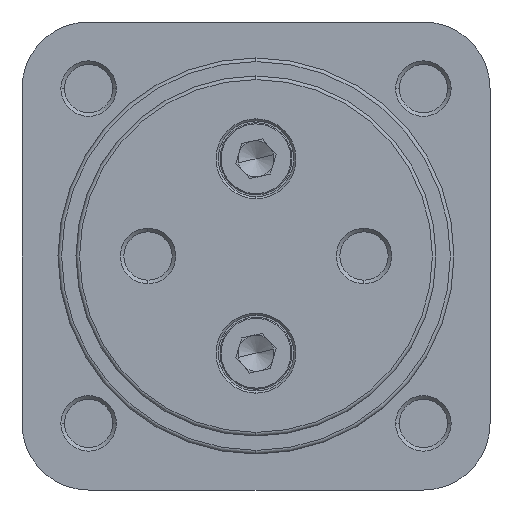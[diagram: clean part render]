
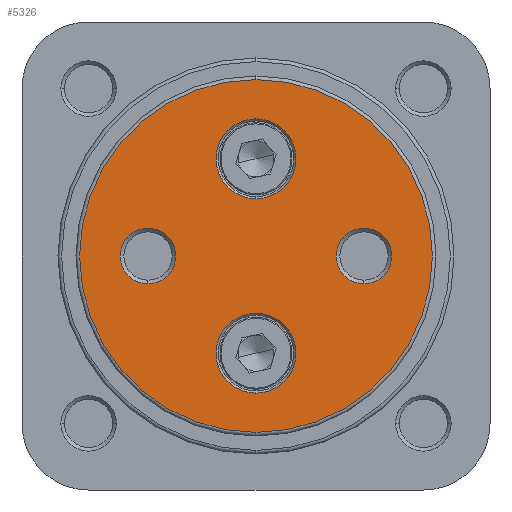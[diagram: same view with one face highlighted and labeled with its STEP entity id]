
A CAD part, left-side view. The second image highlights one B-rep face of the part: STEP entity #5326.
In plain terms, the highlighted planar face has unit normal (-1, 0, 0).
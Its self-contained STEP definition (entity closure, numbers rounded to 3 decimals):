
#6 = DIRECTION ( 'NONE',  ( 0., 0., -1. ) ) ;
#7 = DIRECTION ( 'NONE',  ( 1., 0., 0. ) ) ;
#18 = DIRECTION ( 'NONE',  ( 0., 0., -1. ) ) ;
#20 = DIRECTION ( 'NONE',  ( 1., 0., 0. ) ) ;
#37 = CARTESIAN_POINT ( 'NONE',  ( 0., 0., 13.5 ) ) ;
#46 = CARTESIAN_POINT ( 'NONE',  ( 0., 15., 0. ) ) ;
#103 = DIRECTION ( 'NONE',  ( 0., 0., -1. ) ) ;
#104 = DIRECTION ( 'NONE',  ( 1., 0., 0. ) ) ;
#145 = DIRECTION ( 'NONE',  ( 0., 0., -1. ) ) ;
#146 = DIRECTION ( 'NONE',  ( 1., 0., 0. ) ) ;
#148 = CARTESIAN_POINT ( 'NONE',  ( 0., 15., 0. ) ) ;
#155 = CARTESIAN_POINT ( 'NONE',  ( 0., -15., 0. ) ) ;
#203 = DIRECTION ( 'NONE',  ( 0., 0., -1. ) ) ;
#208 = DIRECTION ( 'NONE',  ( 1., 0., 0. ) ) ;
#210 = CARTESIAN_POINT ( 'NONE',  ( 0., -15., 0. ) ) ;
#497 = DIRECTION ( 'NONE',  ( 0., 0., -1. ) ) ;
#498 = DIRECTION ( 'NONE',  ( 1., 0., 0. ) ) ;
#499 = DIRECTION ( 'NONE',  ( 0., 0., -1. ) ) ;
#500 = DIRECTION ( 'NONE',  ( -1., 0., 0. ) ) ;
#505 = CARTESIAN_POINT ( 'NONE',  ( 0., 0., -13.5 ) ) ;
#510 = CARTESIAN_POINT ( 'NONE',  ( 0., 0., 0. ) ) ;
#607 = DIRECTION ( 'NONE',  ( 0., 0., -1. ) ) ;
#608 = DIRECTION ( 'NONE',  ( 1., 0., 0. ) ) ;
#626 = CARTESIAN_POINT ( 'NONE',  ( 0., 0., 13.5 ) ) ;
#824 = DIRECTION ( 'NONE',  ( 0., 0., -1. ) ) ;
#825 = DIRECTION ( 'NONE',  ( 1., 0., 0. ) ) ;
#828 = CARTESIAN_POINT ( 'NONE',  ( 0., 0., -13.5 ) ) ;
#1673 = CARTESIAN_POINT ( 'NONE',  ( 0., -15., 3.85 ) ) ;
#1674 = CARTESIAN_POINT ( 'NONE',  ( 0., -15., -3.85 ) ) ;
#1676 = CARTESIAN_POINT ( 'NONE',  ( 0., 15., 3.85 ) ) ;
#1677 = CARTESIAN_POINT ( 'NONE',  ( 0., 15., -3.85 ) ) ;
#1716 = CARTESIAN_POINT ( 'NONE',  ( 0., 0., -7.95 ) ) ;
#1717 = CARTESIAN_POINT ( 'NONE',  ( 0., 0., -19.05 ) ) ;
#1722 = CARTESIAN_POINT ( 'NONE',  ( 0., 0., 19.05 ) ) ;
#1723 = CARTESIAN_POINT ( 'NONE',  ( 0., 0., 7.95 ) ) ;
#1747 = CARTESIAN_POINT ( 'NONE',  ( 0., 0., -24.5 ) ) ;
#1748 = CARTESIAN_POINT ( 'NONE',  ( 0., 0., 24.5 ) ) ;
#2099 = ORIENTED_EDGE ( 'NONE', *, *, #3164, .T. ) ;
#2166 = AXIS2_PLACEMENT_3D ( 'NONE', #828, #825, #824 ) ;
#2173 = AXIS2_PLACEMENT_3D ( 'NONE', #626, #608, #607 ) ;
#2198 = AXIS2_PLACEMENT_3D ( 'NONE', #4172, #4164, #4163 ) ;
#2805 = PLANE ( 'NONE',  #7935 ) ;
#2817 = CARTESIAN_POINT ( 'NONE',  ( 0., 0., 0. ) ) ;
#2823 = DIRECTION ( 'NONE',  ( 1., 0., 0. ) ) ;
#2824 = DIRECTION ( 'NONE',  ( 0., 0., -1. ) ) ;
#2888 = EDGE_CURVE ( 'NONE', #6305, #6304, #7475, .T. ) ;
#2968 = EDGE_CURVE ( 'NONE', #6279, #6280, #7608, .T. ) ;
#2998 = EDGE_CURVE ( 'NONE', #6273, #6274, #7663, .T. ) ;
#3139 = EDGE_CURVE ( 'NONE', #6229, #6230, #4968, .T. ) ;
#3147 = EDGE_CURVE ( 'NONE', #6233, #6234, #4978, .T. ) ;
#3151 = EDGE_CURVE ( 'NONE', #6230, #6229, #4982, .T. ) ;
#3159 = EDGE_CURVE ( 'NONE', #6234, #6233, #4990, .T. ) ;
#3160 = EDGE_CURVE ( 'NONE', #6280, #6279, #4991, .T. ) ;
#3164 = EDGE_CURVE ( 'NONE', #6304, #6305, #4995, .T. ) ;
#3165 = EDGE_CURVE ( 'NONE', #6274, #6273, #4996, .T. ) ;
#3726 = FACE_BOUND ( 'NONE', #6602, .T. ) ;
#3727 = FACE_OUTER_BOUND ( 'NONE', #6604, .T. ) ;
#3732 = FACE_BOUND ( 'NONE', #6600, .T. ) ;
#3734 = FACE_BOUND ( 'NONE', #6606, .T. ) ;
#3736 = FACE_BOUND ( 'NONE', #6601, .T. ) ;
#4163 = DIRECTION ( 'NONE',  ( 0., 0., -1. ) ) ;
#4164 = DIRECTION ( 'NONE',  ( -1., 0., 0. ) ) ;
#4172 = CARTESIAN_POINT ( 'NONE',  ( 0., 0., 0. ) ) ;
#4560 = ORIENTED_EDGE ( 'NONE', *, *, #2968, .T. ) ;
#4562 = ORIENTED_EDGE ( 'NONE', *, *, #3160, .T. ) ;
#4582 = ORIENTED_EDGE ( 'NONE', *, *, #3139, .T. ) ;
#4591 = ORIENTED_EDGE ( 'NONE', *, *, #3165, .T. ) ;
#4600 = ORIENTED_EDGE ( 'NONE', *, *, #3151, .T. ) ;
#4603 = ORIENTED_EDGE ( 'NONE', *, *, #3159, .T. ) ;
#4619 = ORIENTED_EDGE ( 'NONE', *, *, #3147, .T. ) ;
#4622 = ORIENTED_EDGE ( 'NONE', *, *, #2998, .T. ) ;
#4645 = ORIENTED_EDGE ( 'NONE', *, *, #2888, .T. ) ;
#4968 = CIRCLE ( 'NONE', #7822, 3.85 ) ;
#4978 = CIRCLE ( 'NONE', #7823, 3.85 ) ;
#4982 = CIRCLE ( 'NONE', #7816, 3.85 ) ;
#4990 = CIRCLE ( 'NONE', #7808, 3.85 ) ;
#4991 = CIRCLE ( 'NONE', #7807, 5.55 ) ;
#4995 = CIRCLE ( 'NONE', #7803, 24.5 ) ;
#4996 = CIRCLE ( 'NONE', #7802, 5.55 ) ;
#5326 = ADVANCED_FACE ( 'NONE', ( #3727, #3726, #3734, #3736, #3732 ), #2805, .F. ) ;
#6229 = VERTEX_POINT ( 'NONE', #1673 ) ;
#6230 = VERTEX_POINT ( 'NONE', #1674 ) ;
#6233 = VERTEX_POINT ( 'NONE', #1676 ) ;
#6234 = VERTEX_POINT ( 'NONE', #1677 ) ;
#6273 = VERTEX_POINT ( 'NONE', #1716 ) ;
#6274 = VERTEX_POINT ( 'NONE', #1717 ) ;
#6279 = VERTEX_POINT ( 'NONE', #1722 ) ;
#6280 = VERTEX_POINT ( 'NONE', #1723 ) ;
#6304 = VERTEX_POINT ( 'NONE', #1747 ) ;
#6305 = VERTEX_POINT ( 'NONE', #1748 ) ;
#6600 = EDGE_LOOP ( 'NONE', ( #4619, #4603 ) ) ;
#6601 = EDGE_LOOP ( 'NONE', ( #4582, #4600 ) ) ;
#6602 = EDGE_LOOP ( 'NONE', ( #4622, #4591 ) ) ;
#6604 = EDGE_LOOP ( 'NONE', ( #2099, #4645 ) ) ;
#6606 = EDGE_LOOP ( 'NONE', ( #4560, #4562 ) ) ;
#7475 = CIRCLE ( 'NONE', #2198, 24.5 ) ;
#7608 = CIRCLE ( 'NONE', #2173, 5.55 ) ;
#7663 = CIRCLE ( 'NONE', #2166, 5.55 ) ;
#7802 = AXIS2_PLACEMENT_3D ( 'NONE', #505, #498, #497 ) ;
#7803 = AXIS2_PLACEMENT_3D ( 'NONE', #510, #500, #499 ) ;
#7807 = AXIS2_PLACEMENT_3D ( 'NONE', #37, #7, #6 ) ;
#7808 = AXIS2_PLACEMENT_3D ( 'NONE', #46, #20, #18 ) ;
#7816 = AXIS2_PLACEMENT_3D ( 'NONE', #155, #104, #103 ) ;
#7822 = AXIS2_PLACEMENT_3D ( 'NONE', #210, #208, #203 ) ;
#7823 = AXIS2_PLACEMENT_3D ( 'NONE', #148, #146, #145 ) ;
#7935 = AXIS2_PLACEMENT_3D ( 'NONE', #2817, #2823, #2824 ) ;
